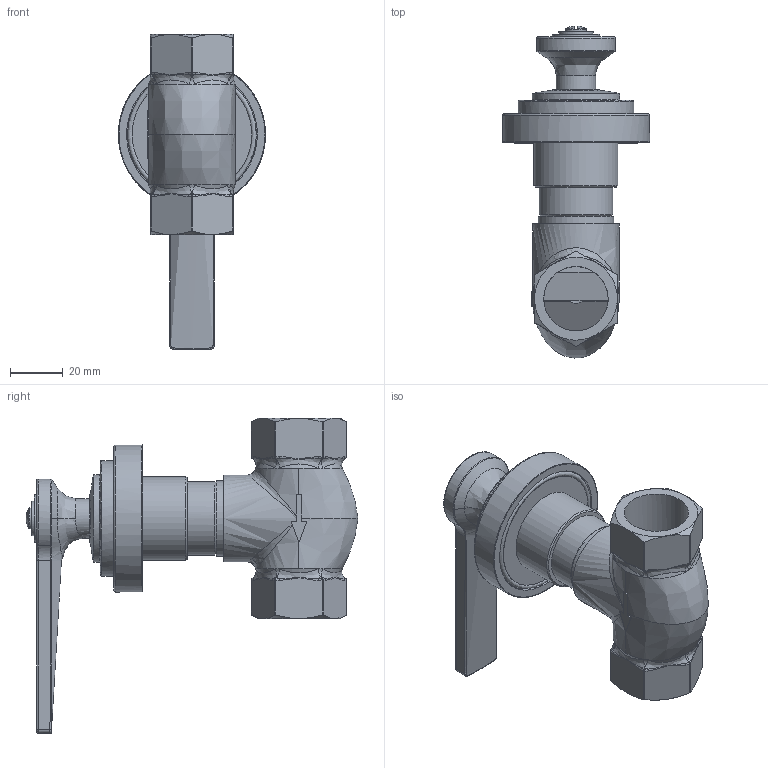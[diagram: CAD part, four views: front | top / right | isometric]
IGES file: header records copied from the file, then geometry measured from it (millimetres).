
Global section: file name: V707-TLF; native system: Autodesk Inventor 2018; preprocessor: unknown; author: adaniels; date: 20171003.111451; units: millimetre
Bounding box: 55.96 x 126.29 x 119.99 mm (x, y, z)
Volume: 109382.5 mm3; surface area: 67020.3 mm2
Topology: 22 solids, 22 shells, 1054 faces, 2868 edges, 1894 vertices
Faces by surface type: bspline 1054
